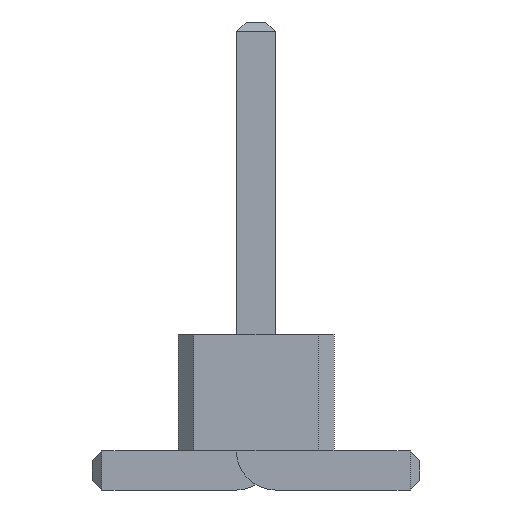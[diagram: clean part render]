
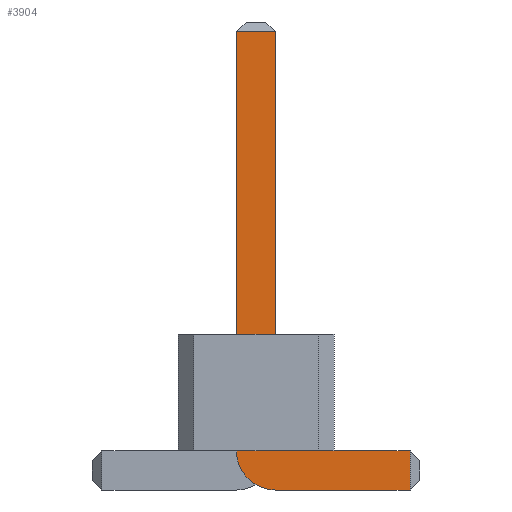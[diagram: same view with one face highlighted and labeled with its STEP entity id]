
A CAD part, front view. The second image highlights one B-rep face of the part: STEP entity #3904.
In plain terms, the highlighted planar face has unit normal (0, -1, 0).
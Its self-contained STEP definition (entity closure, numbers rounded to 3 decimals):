
#13=DIRECTION('',(0.,0.,1.));
#27=VECTOR('',#13,1.);
#67=DIRECTION('',(1.,0.,0.));
#1751=VECTOR('',#67,1.);
#1804=DIRECTION('',(-1.,0.,0.));
#3485=VECTOR('',#1804,1.);
#3718=DIRECTION('',(-0.,1.,0.));
#3719=DIRECTION('',(0.,0.,-1.));
#3736=VECTOR('',#3719,1.);
#3748=DIRECTION('',(0.,1.,0.));
#3749=DIRECTION('',(1.,0.,0.));
#3756=VERTEX_POINT('',#3757);
#3757=CARTESIAN_POINT('',(1.975,-29.25,0.));
#3759=ORIENTED_EDGE('',*,*,#3760,.T.);
#3760=EDGE_CURVE('',#3756,#3761,#3763,.T.);
#3761=VERTEX_POINT('',#3762);
#3762=CARTESIAN_POINT('',(0.25,-29.25,0.));
#3763=LINE('',#3764,#3485);
#3764=CARTESIAN_POINT('',(2.1,-29.25,0.));
#3801=VERTEX_POINT('',#3802);
#3802=CARTESIAN_POINT('',(-0.25,-29.25,0.5));
#3805=EDGE_CURVE('',#3761,#3801,#3806,.T.);
#3806=CIRCLE('',#3807,0.5);
#3807=AXIS2_PLACEMENT_3D('',#3808,#3718,#3719);
#3808=CARTESIAN_POINT('',(0.25,-29.25,0.5));
#3817=VERTEX_POINT('',#3808);
#3819=ORIENTED_EDGE('',*,*,#3820,.T.);
#3820=EDGE_CURVE('',#3817,#3821,#3823,.T.);
#3821=VERTEX_POINT('',#3822);
#3822=CARTESIAN_POINT('',(1.975,-29.25,0.5));
#3823=LINE('',#3808,#1751);
#3833=ORIENTED_EDGE('',*,*,#3834,.T.);
#3834=EDGE_CURVE('',#3801,#3835,#3837,.T.);
#3835=VERTEX_POINT('',#3836);
#3836=CARTESIAN_POINT('',(-0.25,-29.25,5.875));
#3837=LINE('',#3838,#27);
#3838=CARTESIAN_POINT('',(-0.25,-29.25,0.));
#3850=VERTEX_POINT('',#3851);
#3851=CARTESIAN_POINT('',(0.25,-29.25,5.875));
#3853=ORIENTED_EDGE('',*,*,#3854,.T.);
#3854=EDGE_CURVE('',#3850,#3817,#3855,.T.);
#3855=LINE('',#3856,#3736);
#3856=CARTESIAN_POINT('',(0.25,-29.25,6.));
#3904=ADVANCED_FACE('',(#3905),#3914,.F.);
#3905=FACE_BOUND('',#3906,.F.);
#3906=EDGE_LOOP('',(#3759,#3907,#3833,#3908,#3853,#3819,#3911));
#3907=ORIENTED_EDGE('',*,*,#3805,.T.);
#3908=ORIENTED_EDGE('',*,*,#3909,.T.);
#3909=EDGE_CURVE('',#3835,#3850,#3910,.T.);
#3910=LINE('',#3836,#1751);
#3911=ORIENTED_EDGE('',*,*,#3912,.T.);
#3912=EDGE_CURVE('',#3821,#3756,#3913,.T.);
#3913=LINE('',#3822,#3736);
#3914=PLANE('',#3915);
#3915=AXIS2_PLACEMENT_3D('',#3916,#3748,#3749);
#3916=CARTESIAN_POINT('',(0.316,-29.25,2.391));
